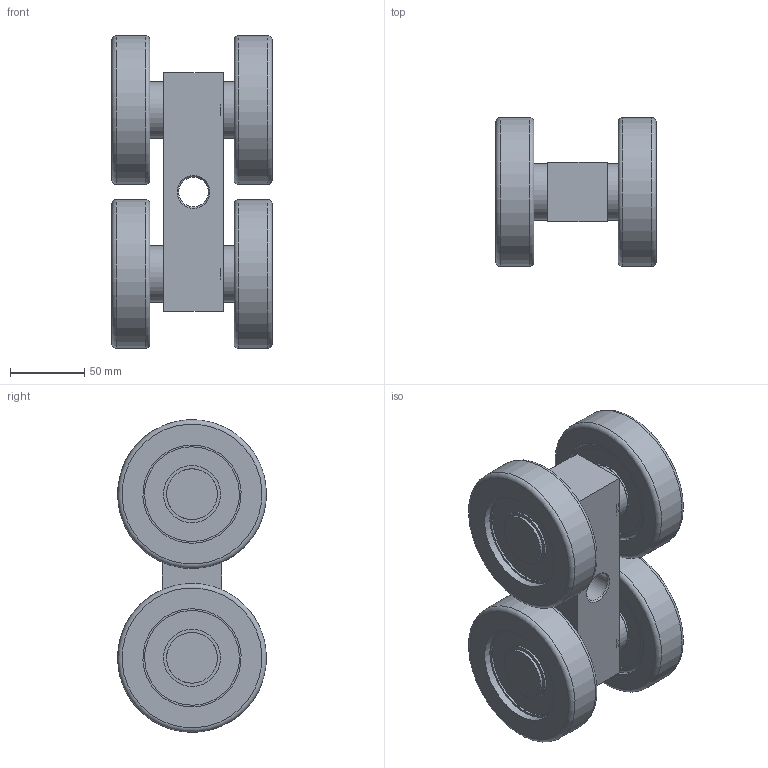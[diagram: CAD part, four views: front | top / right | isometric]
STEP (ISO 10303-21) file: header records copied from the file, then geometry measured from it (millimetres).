
FILE_DESCRIPTION(('STEP AP203'), '1');
FILE_NAME('ÐË108.05.00.000 Òåëåæêà öåíòðàëüíàÿ ÌÀÊÑ (ÎÁ)', '2015-09-25T07:53:09', (''), (''), 'ASCON STEP Converter 1.3', 'ASCON Math Kernel', '');
FILE_SCHEMA(('CONFIG_CONTROL_DESIGN'));
Length unit declared in the file: millimetre
Products named in the file (1): 倓108.05.00.00021
Bounding box: 107.6 x 99.95 x 209.95 mm (x, y, z)
Volume: 870815.2 mm3; surface area: 182184 mm2
Topology: 1 solids, 15 shells, 177 faces, 309 edges, 190 vertices
Faces by surface type: cylinder 69, plane 68, torus 38, cone 2
Full cylindrical faces by diameter (mm): 20 x1, 30 x8, 32 x4, 34 x2, 38 x4, 38.4 x8, 40 x2, 41.34 x8, 60.66 x8, 63.6 x8, 66 x4, 72 x8, 100 x4
Entity records: 3794 total; most frequent: DIRECTION 740, CARTESIAN_POINT 568, ORIENTED_EDGE 400, AXIS2_PLACEMENT_3D 362, EDGE_LOOP 346, EDGE_CURVE 200, FACE_OUTER_BOUND 198, VERTEX_POINT 190
